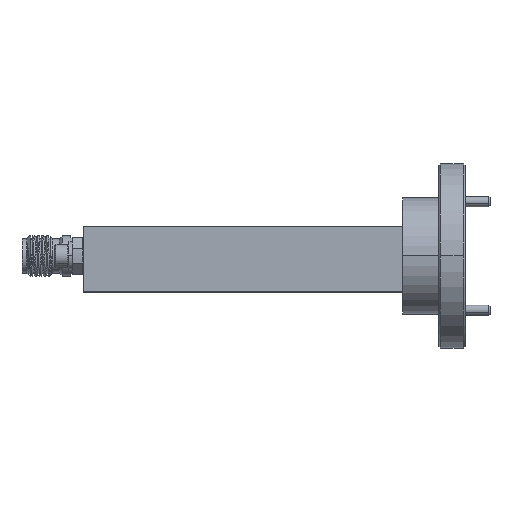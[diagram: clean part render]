
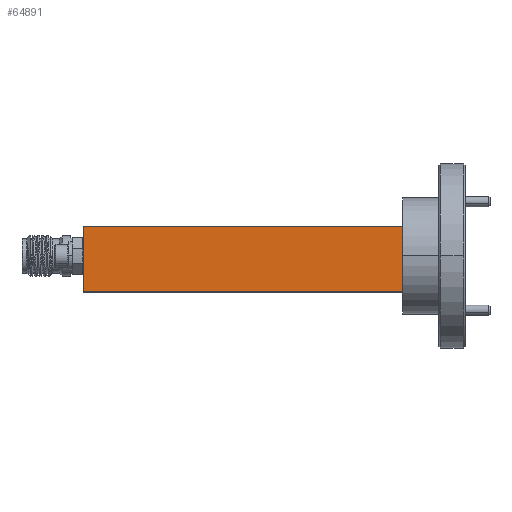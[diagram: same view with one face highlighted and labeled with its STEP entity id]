
A CAD part, top view. The second image highlights one B-rep face of the part: STEP entity #64891.
In plain terms, the highlighted planar face has unit normal (0, 0, 1).
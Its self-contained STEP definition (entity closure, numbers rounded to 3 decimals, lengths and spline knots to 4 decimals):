
#143 = EDGE_CURVE ( 'NONE', #55673, #61510, #32522, .T. ) ;
#707 = EDGE_LOOP ( 'NONE', ( #9901, #63819, #49223, #20656 ) ) ;
#731 = LINE ( 'NONE', #13750, #58173 ) ;
#1479 = CARTESIAN_POINT ( 'NONE',  ( -1.679, -0.7352, 2.1952 ) ) ;
#1791 = PLANE ( 'NONE',  #75873 ) ;
#2178 = FACE_OUTER_BOUND ( 'NONE', #707, .T. ) ;
#2949 = DIRECTION ( 'NONE',  ( 0., -1., 0. ) ) ;
#9901 = ORIENTED_EDGE ( 'NONE', *, *, #27084, .T. ) ;
#13750 = CARTESIAN_POINT ( 'NONE',  ( -1.679, -0.3352, 2.1952 ) ) ;
#20656 = ORIENTED_EDGE ( 'NONE', *, *, #56322, .T. ) ;
#20729 = VECTOR ( 'NONE', #71833, 39.3701 ) ;
#23902 = LINE ( 'NONE', #36931, #71823 ) ;
#25218 = CARTESIAN_POINT ( 'NONE',  ( -1.949, -0.5152, 2.1952 ) ) ;
#27084 = EDGE_CURVE ( 'NONE', #75343, #61510, #54111, .T. ) ;
#31169 = DIRECTION ( 'NONE',  ( 0., -1., 0. ) ) ;
#32522 = LINE ( 'NONE', #39042, #62727 ) ;
#36931 = CARTESIAN_POINT ( 'NONE',  ( -3.629, -0.3352, 2.1952 ) ) ;
#39042 = CARTESIAN_POINT ( 'NONE',  ( -1.679, -0.3352, 2.1952 ) ) ;
#39378 = CARTESIAN_POINT ( 'NONE',  ( -3.629, -0.3352, 2.1952 ) ) ;
#40043 = EDGE_CURVE ( 'NONE', #44170, #55673, #731, .T. ) ;
#44170 = VERTEX_POINT ( 'NONE', #39378 ) ;
#44654 = CARTESIAN_POINT ( 'NONE',  ( -1.679, -0.7352, 2.1952 ) ) ;
#48676 = DIRECTION ( 'NONE',  ( 0., 0., 1. ) ) ;
#49138 = DIRECTION ( 'NONE',  ( 1., 0., 0. ) ) ;
#49223 = ORIENTED_EDGE ( 'NONE', *, *, #40043, .F. ) ;
#54111 = LINE ( 'NONE', #1479, #20729 ) ;
#55673 = VERTEX_POINT ( 'NONE', #56452 ) ;
#56322 = EDGE_CURVE ( 'NONE', #44170, #75343, #23902, .T. ) ;
#56452 = CARTESIAN_POINT ( 'NONE',  ( -1.679, -0.3352, 2.1952 ) ) ;
#58173 = VECTOR ( 'NONE', #49138, 39.3701 ) ;
#60966 = DIRECTION ( 'NONE',  ( 1., 0., 0. ) ) ;
#61510 = VERTEX_POINT ( 'NONE', #44654 ) ;
#62727 = VECTOR ( 'NONE', #2949, 39.3701 ) ;
#63819 = ORIENTED_EDGE ( 'NONE', *, *, #143, .F. ) ;
#64891 = ADVANCED_FACE ( 'NONE', ( #2178 ), #1791, .T. ) ;
#71823 = VECTOR ( 'NONE', #31169, 39.3701 ) ;
#71833 = DIRECTION ( 'NONE',  ( 1., 0., 0. ) ) ;
#72901 = CARTESIAN_POINT ( 'NONE',  ( -3.629, -0.7352, 2.1952 ) ) ;
#75343 = VERTEX_POINT ( 'NONE', #72901 ) ;
#75873 = AXIS2_PLACEMENT_3D ( 'NONE', #25218, #48676, #60966 ) ;
